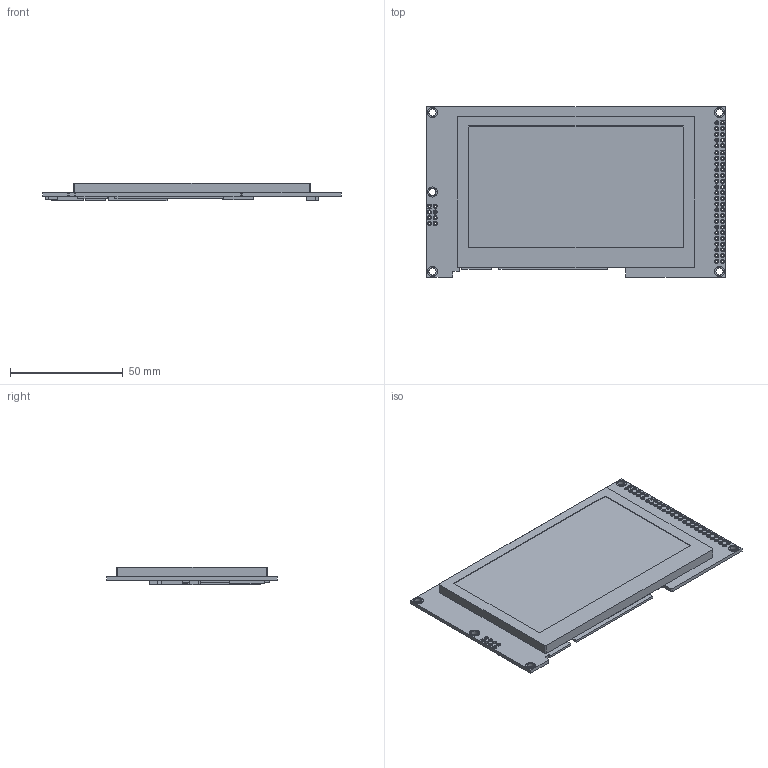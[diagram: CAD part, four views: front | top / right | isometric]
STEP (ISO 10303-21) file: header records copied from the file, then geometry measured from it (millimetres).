
FILE_DESCRIPTION((''),'2;1');
FILE_NAME('PRT0001','2019-04-11T',('Administrator'),(''),'PRO/ENGINEER BY PARAMETRIC TECHNOLOGY CORPORATION, 2011310','PRO/ENGINEER BY PARAMETRIC TECHNOLOGY CORPORATION, 2011310','');
FILE_SCHEMA(('CONFIG_CONTROL_DESIGN','SHAPE_APPEARANCE_LAYERS_GROUPS'));
Length unit declared in the file: millimetre
Products named in the file (1): PRT0001
Bounding box: 132.7 x 75.8 x 7.9 mm (x, y, z)
Volume: 47429.1 mm3; surface area: 23117.8 mm2
Topology: 1 solids, 1 shells, 612 faces, 1431 edges, 952 vertices
Faces by surface type: cylinder 375, plane 237
Entity records: 23226 total; most frequent: DIRECTION 3405, CARTESIAN_POINT 2995, ORIENTED_EDGE 2862, PRESENTATION_STYLE_ASSIGNMENT 1496, STYLED_ITEM 1432, CURVE_STYLE 1431, EDGE_CURVE 1431, AXIS2_PLACEMENT_3D 1362
